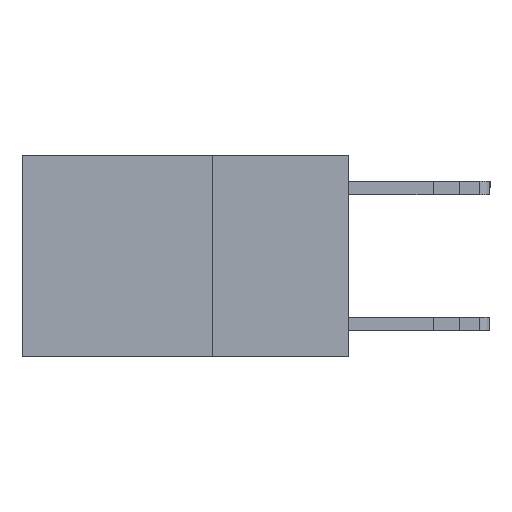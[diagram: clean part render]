
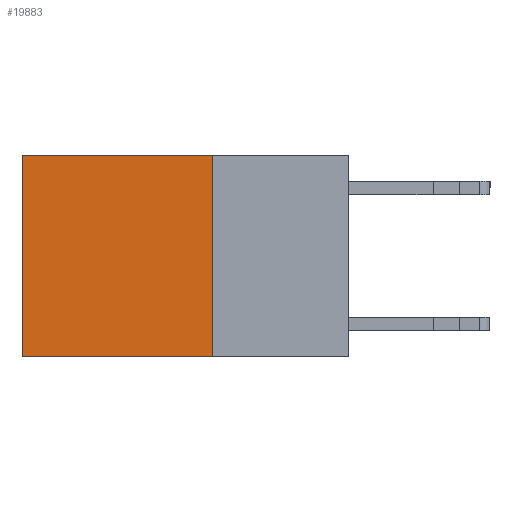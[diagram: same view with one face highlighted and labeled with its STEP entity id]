
A CAD part, left-side view. The second image highlights one B-rep face of the part: STEP entity #19883.
In plain terms, the highlighted planar face has unit normal (-1, 0, 0).
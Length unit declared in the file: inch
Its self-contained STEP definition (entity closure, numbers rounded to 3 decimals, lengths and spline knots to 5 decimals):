
#97 = DIRECTION ( 'NONE',  ( 0., 1., 0. ) ) ;
#821 = ORIENTED_EDGE ( 'NONE', *, *, #2123, .T. ) ;
#2123 = EDGE_CURVE ( 'NONE', #2487, #16425, #11498, .T. ) ;
#2487 = VERTEX_POINT ( 'NONE', #11760 ) ;
#2598 = DIRECTION ( 'NONE',  ( 1., 0., 0. ) ) ;
#2866 = EDGE_CURVE ( 'NONE', #16425, #18723, #5588, .T. ) ;
#4011 = DIRECTION ( 'NONE',  ( 0., 0., -1. ) ) ;
#4854 = ORIENTED_EDGE ( 'NONE', *, *, #2866, .T. ) ;
#5448 = FACE_OUTER_BOUND ( 'NONE', #15494, .T. ) ;
#5588 = LINE ( 'NONE', #12137, #16329 ) ;
#5753 = CARTESIAN_POINT ( 'NONE',  ( 0.2625, 0.25, 0. ) ) ;
#6750 = AXIS2_PLACEMENT_3D ( 'NONE', #5753, #2598, #10236 ) ;
#8045 = ORIENTED_EDGE ( 'NONE', *, *, #16769, .F. ) ;
#8344 = CARTESIAN_POINT ( 'NONE',  ( 0.2625, 0.6, -0.37 ) ) ;
#8490 = CARTESIAN_POINT ( 'NONE',  ( 0.2625, 0.6, 0. ) ) ;
#9701 = EDGE_CURVE ( 'NONE', #15202, #18723, #17054, .T. ) ;
#10236 = DIRECTION ( 'NONE',  ( 0., 0., -1. ) ) ;
#10474 = CARTESIAN_POINT ( 'NONE',  ( 0.2625, 0.25, -0.37 ) ) ;
#11392 = CARTESIAN_POINT ( 'NONE',  ( 0.2625, 0.25, 0. ) ) ;
#11422 = VECTOR ( 'NONE', #12550, 39.37008 ) ;
#11498 = LINE ( 'NONE', #11392, #13306 ) ;
#11760 = CARTESIAN_POINT ( 'NONE',  ( 0.2625, 0.25, 0. ) ) ;
#12137 = CARTESIAN_POINT ( 'NONE',  ( 0.2625, 0.6, 0. ) ) ;
#12312 = DIRECTION ( 'NONE',  ( 0., 0., -1. ) ) ;
#12550 = DIRECTION ( 'NONE',  ( 0., 1., 0. ) ) ;
#13306 = VECTOR ( 'NONE', #97, 39.37008 ) ;
#15202 = VERTEX_POINT ( 'NONE', #10474 ) ;
#15237 = PLANE ( 'NONE',  #6750 ) ;
#15494 = EDGE_LOOP ( 'NONE', ( #4854, #18719, #8045, #821 ) ) ;
#16329 = VECTOR ( 'NONE', #4011, 39.37008 ) ;
#16425 = VERTEX_POINT ( 'NONE', #8490 ) ;
#16769 = EDGE_CURVE ( 'NONE', #2487, #15202, #17431, .T. ) ;
#17054 = LINE ( 'NONE', #17159, #11422 ) ;
#17159 = CARTESIAN_POINT ( 'NONE',  ( 0.2625, 0.25, -0.37 ) ) ;
#17431 = LINE ( 'NONE', #20343, #18346 ) ;
#18346 = VECTOR ( 'NONE', #12312, 39.37008 ) ;
#18719 = ORIENTED_EDGE ( 'NONE', *, *, #9701, .F. ) ;
#18723 = VERTEX_POINT ( 'NONE', #8344 ) ;
#19883 = ADVANCED_FACE ( 'NONE', ( #5448 ), #15237, .F. ) ;
#20343 = CARTESIAN_POINT ( 'NONE',  ( 0.2625, 0.25, 0. ) ) ;
